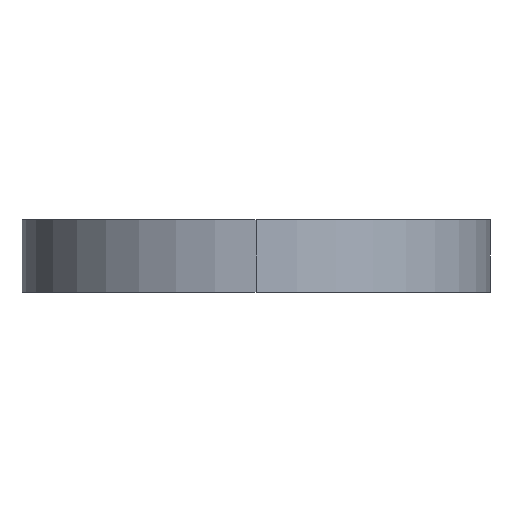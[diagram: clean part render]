
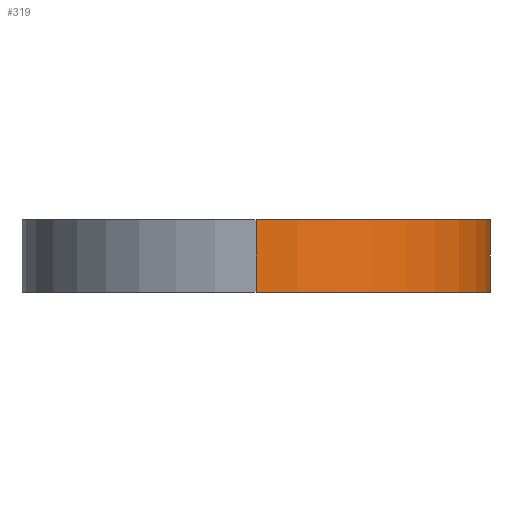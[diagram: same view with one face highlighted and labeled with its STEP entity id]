
A CAD part, left-side view. The second image highlights one B-rep face of the part: STEP entity #319.
In plain terms, the highlighted cylindrical face has radius 48.746 mm (diameter 97.493 mm), a partial arc.
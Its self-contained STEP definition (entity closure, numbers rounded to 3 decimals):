
#15 = VERTEX_POINT ( 'NONE', #312 ) ;
#16 = DIRECTION ( 'NONE',  ( 0., 0., 1. ) ) ;
#23 = DIRECTION ( 'NONE',  ( 0., 0., -1. ) ) ;
#24 = VECTOR ( 'NONE', #220, 1000. ) ;
#27 = VECTOR ( 'NONE', #23, 1000. ) ;
#66 = ORIENTED_EDGE ( 'NONE', *, *, #358, .F. ) ;
#72 = EDGE_CURVE ( 'NONE', #15, #398, #215, .T. ) ;
#76 = DIRECTION ( 'NONE',  ( 0., 0., -1. ) ) ;
#82 = CARTESIAN_POINT ( 'NONE',  ( -75., -48.746, 0. ) ) ;
#85 = DIRECTION ( 'NONE',  ( 1., 0., 0. ) ) ;
#97 = CARTESIAN_POINT ( 'NONE',  ( -75., -48.746, 15. ) ) ;
#105 = EDGE_CURVE ( 'NONE', #389, #398, #126, .T. ) ;
#106 = CYLINDRICAL_SURFACE ( 'NONE', #134, 48.746 ) ;
#111 = ORIENTED_EDGE ( 'NONE', *, *, #105, .F. ) ;
#112 = CARTESIAN_POINT ( 'NONE',  ( -75., -48.746, 15. ) ) ;
#123 = EDGE_CURVE ( 'NONE', #317, #15, #142, .T. ) ;
#126 = LINE ( 'NONE', #97, #27 ) ;
#134 = AXIS2_PLACEMENT_3D ( 'NONE', #175, #76, #328 ) ;
#142 = LINE ( 'NONE', #219, #24 ) ;
#149 = CARTESIAN_POINT ( 'NONE',  ( -123.746, 0., 15. ) ) ;
#173 = DIRECTION ( 'NONE',  ( 0., 0., 1. ) ) ;
#175 = CARTESIAN_POINT ( 'NONE',  ( -75., 0., 15. ) ) ;
#191 = AXIS2_PLACEMENT_3D ( 'NONE', #212, #16, #85 ) ;
#208 = DIRECTION ( 'NONE',  ( 1., 0., 0. ) ) ;
#212 = CARTESIAN_POINT ( 'NONE',  ( -75., 0., 0. ) ) ;
#215 = CIRCLE ( 'NONE', #191, 48.746 ) ;
#216 = ORIENTED_EDGE ( 'NONE', *, *, #72, .T. ) ;
#219 = CARTESIAN_POINT ( 'NONE',  ( -123.746, 0., 15. ) ) ;
#220 = DIRECTION ( 'NONE',  ( 0., 0., -1. ) ) ;
#223 = ORIENTED_EDGE ( 'NONE', *, *, #123, .T. ) ;
#241 = CARTESIAN_POINT ( 'NONE',  ( -75., 0., 15. ) ) ;
#259 = CIRCLE ( 'NONE', #412, 48.746 ) ;
#312 = CARTESIAN_POINT ( 'NONE',  ( -123.746, 0., 0. ) ) ;
#317 = VERTEX_POINT ( 'NONE', #149 ) ;
#319 = ADVANCED_FACE ( 'NONE', ( #333 ), #106, .T. ) ;
#328 = DIRECTION ( 'NONE',  ( -1., 0., 0. ) ) ;
#333 = FACE_OUTER_BOUND ( 'NONE', #373, .T. ) ;
#358 = EDGE_CURVE ( 'NONE', #317, #389, #259, .T. ) ;
#373 = EDGE_LOOP ( 'NONE', ( #66, #223, #216, #111 ) ) ;
#389 = VERTEX_POINT ( 'NONE', #112 ) ;
#398 = VERTEX_POINT ( 'NONE', #82 ) ;
#412 = AXIS2_PLACEMENT_3D ( 'NONE', #241, #173, #208 ) ;
